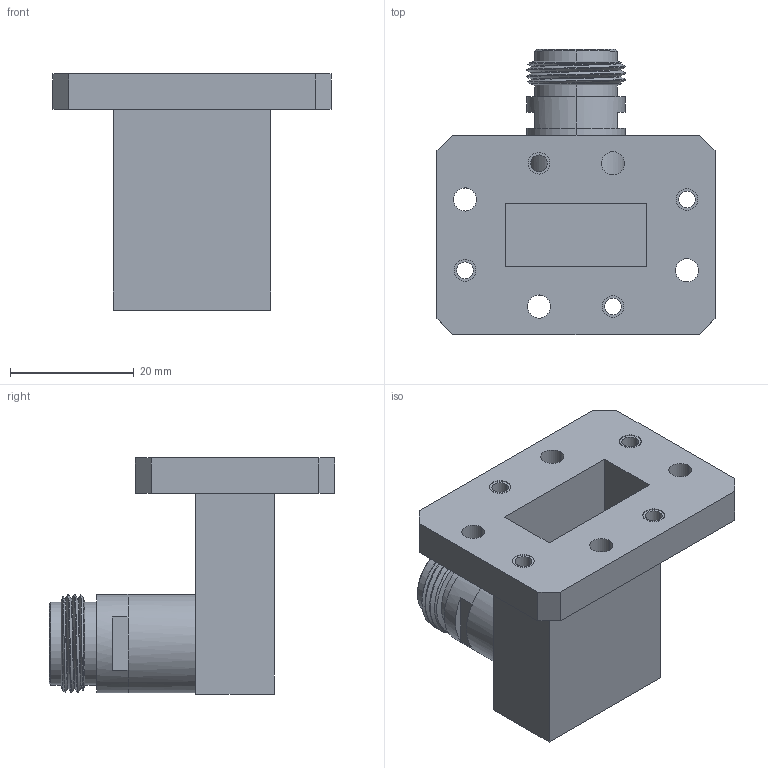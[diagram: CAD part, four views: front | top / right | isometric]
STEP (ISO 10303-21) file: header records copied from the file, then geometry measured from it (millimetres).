
FILE_DESCRIPTION (( 'STEP AP214' ), '1' );
FILE_NAME ('PEWCA1033.step', '2021-05-20T17:06:19', ( '' ), ( '' ), 'SwSTEP 2.0', 'SolidWorks 2020', '' );
FILE_SCHEMA (( 'AUTOMOTIVE_DESIGN' ));
Length unit declared in the file: inch
Products named in the file (3): PEWCA1033; N FEMALE-SOLID
Assembly tree (2 placements, depth 2):
  PEWCA1033
    PEWCA1033
    N FEMALE-SOLID
Bounding box: 44.86 x 46.05 x 38.1 mm (x, y, z)
Volume: 13202.9 mm3; surface area: 11222 mm2
Topology: 3 solids, 3 shells, 99 faces, 237 edges, 152 vertices
Faces by surface type: cylinder 46, plane 36, cone 14, bspline 3
Entity records: 3797 total; most frequent: CARTESIAN_POINT 1316, DIRECTION 505, ORIENTED_EDGE 474, EDGE_CURVE 237, AXIS2_PLACEMENT_3D 196, VERTEX_POINT 152, EDGE_LOOP 127, LINE 113
